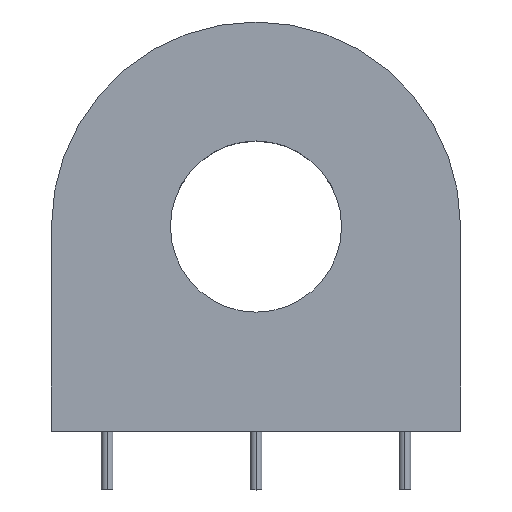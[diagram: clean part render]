
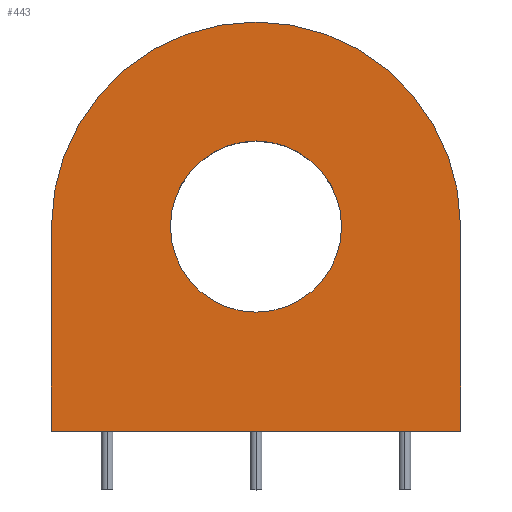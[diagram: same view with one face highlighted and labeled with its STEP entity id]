
A CAD part, top view. The second image highlights one B-rep face of the part: STEP entity #443.
In plain terms, the highlighted planar face has unit normal (0, 0, 1).
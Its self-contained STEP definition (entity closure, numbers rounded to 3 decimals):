
#10 = AXIS2_PLACEMENT_3D ( 'NONE', #184, #354, #310 ) ;
#12 = DIRECTION ( 'NONE',  ( 1., 0., 0. ) ) ;
#14 = EDGE_LOOP ( 'NONE', ( #255, #424 ) ) ;
#17 = EDGE_CURVE ( 'NONE', #510, #41, #114, .T. ) ;
#26 = CARTESIAN_POINT ( 'NONE',  ( -17.45, -17.45, 14.6 ) ) ;
#32 = DIRECTION ( 'NONE',  ( -1., 0., 0. ) ) ;
#41 = VERTEX_POINT ( 'NONE', #468 ) ;
#68 = VECTOR ( 'NONE', #317, 1000. ) ;
#72 = EDGE_CURVE ( 'NONE', #127, #491, #140, .T. ) ;
#77 = VECTOR ( 'NONE', #99, 1000. ) ;
#80 = CARTESIAN_POINT ( 'NONE',  ( 7.3, 0., 14.6 ) ) ;
#81 = ORIENTED_EDGE ( 'NONE', *, *, #161, .T. ) ;
#99 = DIRECTION ( 'NONE',  ( 0., 1., 0. ) ) ;
#114 = CIRCLE ( 'NONE', #10, 7.3 ) ;
#116 = CARTESIAN_POINT ( 'NONE',  ( -17.45, -17.45, 14.6 ) ) ;
#120 = ORIENTED_EDGE ( 'NONE', *, *, #72, .T. ) ;
#127 = VERTEX_POINT ( 'NONE', #448 ) ;
#128 = FACE_OUTER_BOUND ( 'NONE', #297, .T. ) ;
#140 = LINE ( 'NONE', #472, #77 ) ;
#152 = CARTESIAN_POINT ( 'NONE',  ( -17.45, 0., 14.6 ) ) ;
#161 = EDGE_CURVE ( 'NONE', #379, #294, #493, .T. ) ;
#162 = PLANE ( 'NONE',  #400 ) ;
#169 = CARTESIAN_POINT ( 'NONE',  ( 0., 0., 14.6 ) ) ;
#171 = FACE_BOUND ( 'NONE', #14, .T. ) ;
#184 = CARTESIAN_POINT ( 'NONE',  ( 0., 0., 14.6 ) ) ;
#189 = EDGE_CURVE ( 'NONE', #41, #510, #304, .T. ) ;
#223 = ORIENTED_EDGE ( 'NONE', *, *, #480, .T. ) ;
#255 = ORIENTED_EDGE ( 'NONE', *, *, #189, .F. ) ;
#270 = CARTESIAN_POINT ( 'NONE',  ( -17.45, 0., 14.6 ) ) ;
#275 = VECTOR ( 'NONE', #366, 1000. ) ;
#294 = VERTEX_POINT ( 'NONE', #26 ) ;
#295 = AXIS2_PLACEMENT_3D ( 'NONE', #439, #437, #12 ) ;
#296 = DIRECTION ( 'NONE',  ( -1., 0., 0. ) ) ;
#297 = EDGE_LOOP ( 'NONE', ( #223, #81, #345, #120 ) ) ;
#304 = CIRCLE ( 'NONE', #295, 7.3 ) ;
#310 = DIRECTION ( 'NONE',  ( 1., 0., 0. ) ) ;
#315 = LINE ( 'NONE', #116, #275 ) ;
#317 = DIRECTION ( 'NONE',  ( 0., -1., 0. ) ) ;
#325 = EDGE_CURVE ( 'NONE', #294, #127, #315, .T. ) ;
#337 = CARTESIAN_POINT ( 'NONE',  ( 17.45, 0., 14.6 ) ) ;
#345 = ORIENTED_EDGE ( 'NONE', *, *, #325, .T. ) ;
#352 = AXIS2_PLACEMENT_3D ( 'NONE', #169, #550, #32 ) ;
#354 = DIRECTION ( 'NONE',  ( 0., 0., 1. ) ) ;
#366 = DIRECTION ( 'NONE',  ( 1., 0., 0. ) ) ;
#379 = VERTEX_POINT ( 'NONE', #152 ) ;
#400 = AXIS2_PLACEMENT_3D ( 'NONE', #546, #462, #296 ) ;
#424 = ORIENTED_EDGE ( 'NONE', *, *, #17, .F. ) ;
#429 = CIRCLE ( 'NONE', #352, 17.45 ) ;
#437 = DIRECTION ( 'NONE',  ( 0., 0., 1. ) ) ;
#439 = CARTESIAN_POINT ( 'NONE',  ( 0., 0., 14.6 ) ) ;
#443 = ADVANCED_FACE ( 'NONE', ( #128, #171 ), #162, .F. ) ;
#448 = CARTESIAN_POINT ( 'NONE',  ( 17.45, -17.45, 14.6 ) ) ;
#462 = DIRECTION ( 'NONE',  ( 0., 0., -1. ) ) ;
#468 = CARTESIAN_POINT ( 'NONE',  ( -7.3, 0., 14.6 ) ) ;
#472 = CARTESIAN_POINT ( 'NONE',  ( 17.45, 0., 14.6 ) ) ;
#480 = EDGE_CURVE ( 'NONE', #491, #379, #429, .T. ) ;
#491 = VERTEX_POINT ( 'NONE', #337 ) ;
#493 = LINE ( 'NONE', #270, #68 ) ;
#510 = VERTEX_POINT ( 'NONE', #80 ) ;
#546 = CARTESIAN_POINT ( 'NONE',  ( 0., 0., 14.6 ) ) ;
#550 = DIRECTION ( 'NONE',  ( 0., 0., 1. ) ) ;
